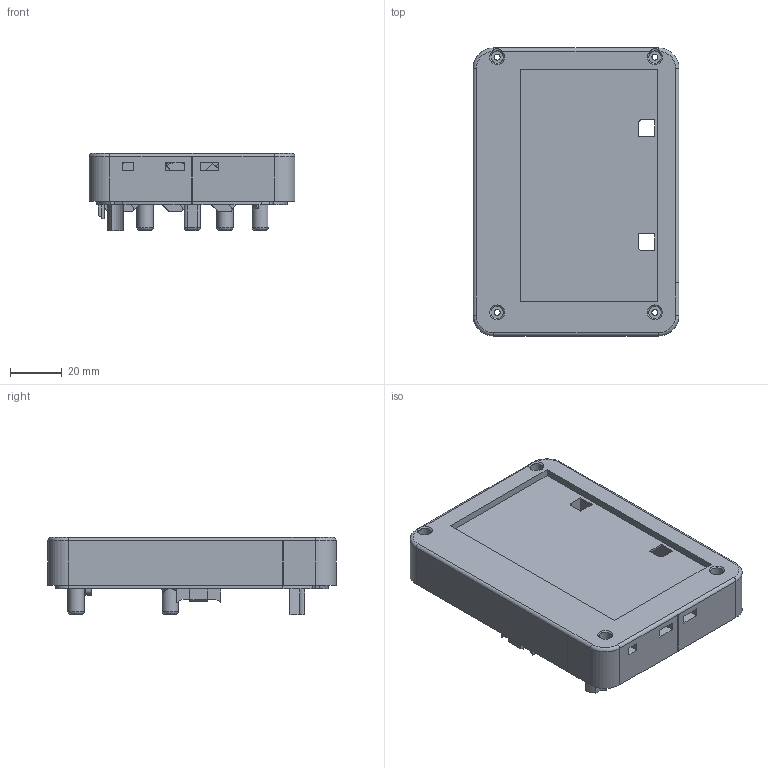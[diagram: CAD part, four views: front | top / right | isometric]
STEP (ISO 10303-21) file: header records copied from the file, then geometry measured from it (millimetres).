
FILE_DESCRIPTION(/* description */ ('STEP AP242','CAx-IF Rec.Pracs.---Representation and Presentation of Product Manufacturing Information (PMI)---4.0---2014-10-13','CAx-IF Rec.Pracs.---3D Tessellated Geometry---0.4---2014-09-14','2;1'),/* implementation_level */ '2;1');
FILE_NAME(/* name */ '65d1f11be8efae2d3d0fdc31',/* time_stamp */ '2024-02-18T11:59:24Z',/* author */ (''),/* organization */ (''),/* preprocessor_version */ 'ST-DEVELOPER v19.4',/* originating_system */ ' ',/* authorisation */ ' ');
FILE_SCHEMA (('AP242_MANAGED_MODEL_BASED_3D_ENGINEERING_MIM_LF { 1 0 10303 442 1 1 4 }'));
Length unit declared in the file: metre
Products named in the file (1): tb-bot
Bounding box: 79.82 x 111.64 x 29.87 mm (x, y, z)
Volume: 69744.1 mm3; surface area: 40375.3 mm2
Topology: 1 solids, 1 shells, 373 faces, 1040 edges, 666 vertices
Faces by surface type: plane 208, cylinder 105, bspline 26, torus 19, cone 8, sphere 7
Full cylindrical faces by diameter (mm): 1.524 x3, 2.311 x4, 4.826 x4, 6.35 x3
Entity records: 12167 total; most frequent: CARTESIAN_POINT 2787, ORIENTED_EDGE 1998, DIRECTION 1860, EDGE_CURVE 999, LINE 670, VECTOR 670, VERTEX_POINT 653, AXIS2_PLACEMENT_3D 595
